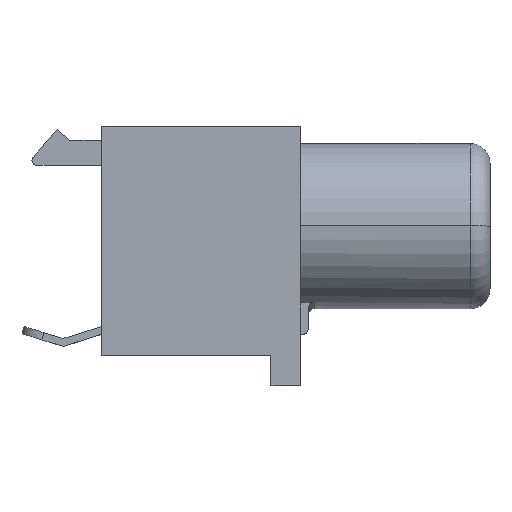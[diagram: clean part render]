
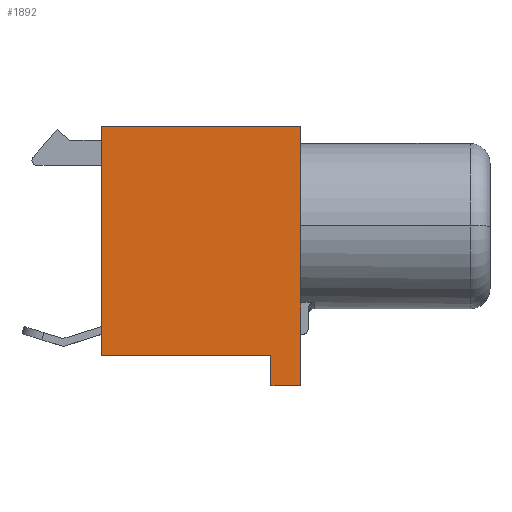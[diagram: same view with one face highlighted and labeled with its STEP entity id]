
A CAD part, top view. The second image highlights one B-rep face of the part: STEP entity #1892.
In plain terms, the highlighted planar face has unit normal (0, 0, 1).
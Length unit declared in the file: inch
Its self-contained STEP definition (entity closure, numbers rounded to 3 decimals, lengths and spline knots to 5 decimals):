
#1 = DIRECTION ( 'NONE',  ( 1., 0., 0. ) ) ;
#14 = VECTOR ( 'NONE', #407, 39.37008 ) ;
#20 = ORIENTED_EDGE ( 'NONE', *, *, #266, .F. ) ;
#47 = VECTOR ( 'NONE', #1326, 39.37008 ) ;
#224 = FACE_OUTER_BOUND ( 'NONE', #894, .T. ) ;
#266 = EDGE_CURVE ( 'NONE', #569, #1852, #1767, .T. ) ;
#391 = CARTESIAN_POINT ( 'NONE',  ( 0.3937, 0.19685, 0.19685 ) ) ;
#395 = CARTESIAN_POINT ( 'NONE',  ( 0., -0.25591, 0.19685 ) ) ;
#405 = DIRECTION ( 'NONE',  ( 0., 0., -1. ) ) ;
#407 = DIRECTION ( 'NONE',  ( 0., -1., 0. ) ) ;
#569 = VERTEX_POINT ( 'NONE', #1902 ) ;
#609 = PLANE ( 'NONE',  #1120 ) ;
#647 = ORIENTED_EDGE ( 'NONE', *, *, #1842, .T. ) ;
#667 = CARTESIAN_POINT ( 'NONE',  ( 0.3937, -0.31496, 0.19685 ) ) ;
#674 = VERTEX_POINT ( 'NONE', #1841 ) ;
#680 = LINE ( 'NONE', #693, #1446 ) ;
#693 = CARTESIAN_POINT ( 'NONE',  ( 0.3937, 0.19685, 0.19685 ) ) ;
#731 = ORIENTED_EDGE ( 'NONE', *, *, #1519, .T. ) ;
#873 = CARTESIAN_POINT ( 'NONE',  ( 0.33465, -0.31496, 0.19685 ) ) ;
#894 = EDGE_LOOP ( 'NONE', ( #647, #20, #1697, #731, #1477, #1341 ) ) ;
#1009 = DIRECTION ( 'NONE',  ( -1., 0., 0. ) ) ;
#1120 = AXIS2_PLACEMENT_3D ( 'NONE', #1585, #405, #1009 ) ;
#1186 = DIRECTION ( 'NONE',  ( -1., 0., 0. ) ) ;
#1287 = VERTEX_POINT ( 'NONE', #873 ) ;
#1291 = LINE ( 'NONE', #1370, #14 ) ;
#1326 = DIRECTION ( 'NONE',  ( 0., -1., 0. ) ) ;
#1341 = ORIENTED_EDGE ( 'NONE', *, *, #2540, .T. ) ;
#1370 = CARTESIAN_POINT ( 'NONE',  ( 0.33465, -0.25591, 0.19685 ) ) ;
#1446 = VECTOR ( 'NONE', #1448, 39.37008 ) ;
#1448 = DIRECTION ( 'NONE',  ( -1., 0., 0. ) ) ;
#1477 = ORIENTED_EDGE ( 'NONE', *, *, #2210, .F. ) ;
#1482 = EDGE_CURVE ( 'NONE', #569, #1287, #1291, .T. ) ;
#1519 = EDGE_CURVE ( 'NONE', #1287, #2036, #1773, .T. ) ;
#1557 = CARTESIAN_POINT ( 'NONE',  ( 0., 0.19685, 0.19685 ) ) ;
#1585 = CARTESIAN_POINT ( 'NONE',  ( 0.3937, 0.19685, 0.19685 ) ) ;
#1697 = ORIENTED_EDGE ( 'NONE', *, *, #1482, .T. ) ;
#1750 = VERTEX_POINT ( 'NONE', #2057 ) ;
#1767 = LINE ( 'NONE', #2542, #1795 ) ;
#1773 = LINE ( 'NONE', #2332, #1890 ) ;
#1795 = VECTOR ( 'NONE', #1186, 39.37008 ) ;
#1841 = CARTESIAN_POINT ( 'NONE',  ( 0.3937, 0.19685, 0.19685 ) ) ;
#1842 = EDGE_CURVE ( 'NONE', #1750, #1852, #1944, .T. ) ;
#1852 = VERTEX_POINT ( 'NONE', #395 ) ;
#1890 = VECTOR ( 'NONE', #1, 39.37008 ) ;
#1892 = ADVANCED_FACE ( 'NONE', ( #224 ), #609, .F. ) ;
#1902 = CARTESIAN_POINT ( 'NONE',  ( 0.33465, -0.25591, 0.19685 ) ) ;
#1944 = LINE ( 'NONE', #1557, #2517 ) ;
#2036 = VERTEX_POINT ( 'NONE', #667 ) ;
#2057 = CARTESIAN_POINT ( 'NONE',  ( 0., 0.19685, 0.19685 ) ) ;
#2160 = DIRECTION ( 'NONE',  ( 0., -1., 0. ) ) ;
#2210 = EDGE_CURVE ( 'NONE', #674, #2036, #2500, .T. ) ;
#2332 = CARTESIAN_POINT ( 'NONE',  ( 0.33465, -0.31496, 0.19685 ) ) ;
#2500 = LINE ( 'NONE', #391, #47 ) ;
#2517 = VECTOR ( 'NONE', #2160, 39.37008 ) ;
#2540 = EDGE_CURVE ( 'NONE', #674, #1750, #680, .T. ) ;
#2542 = CARTESIAN_POINT ( 'NONE',  ( 0.3937, -0.25591, 0.19685 ) ) ;
